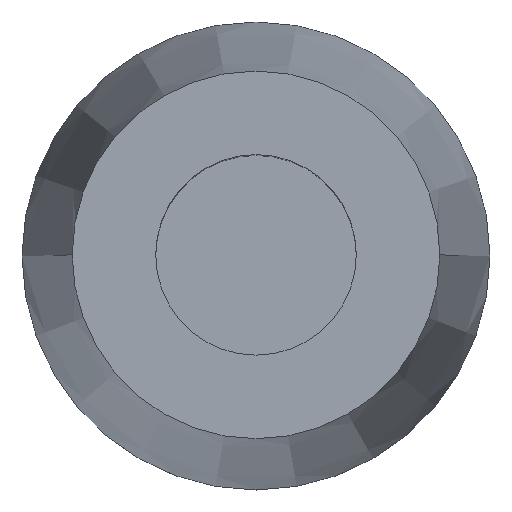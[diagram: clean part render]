
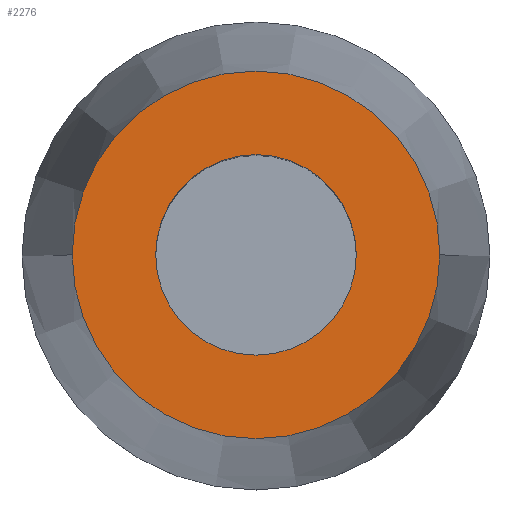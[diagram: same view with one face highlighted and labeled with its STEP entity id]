
A CAD part, top view. The second image highlights one B-rep face of the part: STEP entity #2276.
In plain terms, the highlighted planar face has unit normal (0, 0, 1).
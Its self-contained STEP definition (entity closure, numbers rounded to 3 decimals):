
#307 = AXIS2_PLACEMENT_3D ( 'NONE', #474, #4531, #2554 ) ;
#474 = CARTESIAN_POINT ( 'NONE',  ( 0., 16.5, 80. ) ) ;
#642 = CIRCLE ( 'NONE', #2444, 9. ) ;
#793 = CARTESIAN_POINT ( 'NONE',  ( 0., 0., 80. ) ) ;
#809 = DIRECTION ( 'NONE',  ( 0., 0., -1. ) ) ;
#822 = EDGE_LOOP ( 'NONE', ( #3023, #3853 ) ) ;
#828 = DIRECTION ( 'NONE',  ( -1., 0., 0. ) ) ;
#915 = CIRCLE ( 'NONE', #1994, 9. ) ;
#916 = CARTESIAN_POINT ( 'NONE',  ( 0., 0., 80. ) ) ;
#980 = EDGE_CURVE ( 'NONE', #2606, #2724, #3657, .T. ) ;
#1030 = EDGE_CURVE ( 'NONE', #2724, #2606, #1755, .T. ) ;
#1403 = CARTESIAN_POINT ( 'NONE',  ( 0., 0., 80. ) ) ;
#1660 = DIRECTION ( 'NONE',  ( -1., 0., 0. ) ) ;
#1708 = DIRECTION ( 'NONE',  ( 0., 0., -1. ) ) ;
#1745 = DIRECTION ( 'NONE',  ( -1., 0., 0. ) ) ;
#1755 = CIRCLE ( 'NONE', #3027, 16.5 ) ;
#1772 = EDGE_LOOP ( 'NONE', ( #1971, #3942 ) ) ;
#1777 = DIRECTION ( 'NONE',  ( 0., 0., -1. ) ) ;
#1971 = ORIENTED_EDGE ( 'NONE', *, *, #1030, .F. ) ;
#1994 = AXIS2_PLACEMENT_3D ( 'NONE', #1403, #3880, #1745 ) ;
#2026 = FACE_OUTER_BOUND ( 'NONE', #1772, .T. ) ;
#2251 = PLANE ( 'NONE',  #307 ) ;
#2276 = ADVANCED_FACE ( 'NONE', ( #2973, #2026 ), #2251, .T. ) ;
#2396 = CARTESIAN_POINT ( 'NONE',  ( -9., 0., 80. ) ) ;
#2444 = AXIS2_PLACEMENT_3D ( 'NONE', #3916, #1777, #4269 ) ;
#2554 = DIRECTION ( 'NONE',  ( 1., 0., 0. ) ) ;
#2606 = VERTEX_POINT ( 'NONE', #3287 ) ;
#2724 = VERTEX_POINT ( 'NONE', #4103 ) ;
#2784 = AXIS2_PLACEMENT_3D ( 'NONE', #793, #809, #828 ) ;
#2973 = FACE_BOUND ( 'NONE', #822, .T. ) ;
#3023 = ORIENTED_EDGE ( 'NONE', *, *, #3347, .T. ) ;
#3027 = AXIS2_PLACEMENT_3D ( 'NONE', #916, #1708, #1660 ) ;
#3287 = CARTESIAN_POINT ( 'NONE',  ( 16.5, 0., 80. ) ) ;
#3347 = EDGE_CURVE ( 'NONE', #4521, #4140, #915, .T. ) ;
#3657 = CIRCLE ( 'NONE', #2784, 16.5 ) ;
#3776 = CARTESIAN_POINT ( 'NONE',  ( 9., 0., 80. ) ) ;
#3853 = ORIENTED_EDGE ( 'NONE', *, *, #4240, .T. ) ;
#3880 = DIRECTION ( 'NONE',  ( 0., 0., -1. ) ) ;
#3916 = CARTESIAN_POINT ( 'NONE',  ( 0., 0., 80. ) ) ;
#3942 = ORIENTED_EDGE ( 'NONE', *, *, #980, .F. ) ;
#4103 = CARTESIAN_POINT ( 'NONE',  ( -16.5, 0., 80. ) ) ;
#4140 = VERTEX_POINT ( 'NONE', #3776 ) ;
#4240 = EDGE_CURVE ( 'NONE', #4140, #4521, #642, .T. ) ;
#4269 = DIRECTION ( 'NONE',  ( -1., 0., 0. ) ) ;
#4521 = VERTEX_POINT ( 'NONE', #2396 ) ;
#4531 = DIRECTION ( 'NONE',  ( 0., 0., 1. ) ) ;
